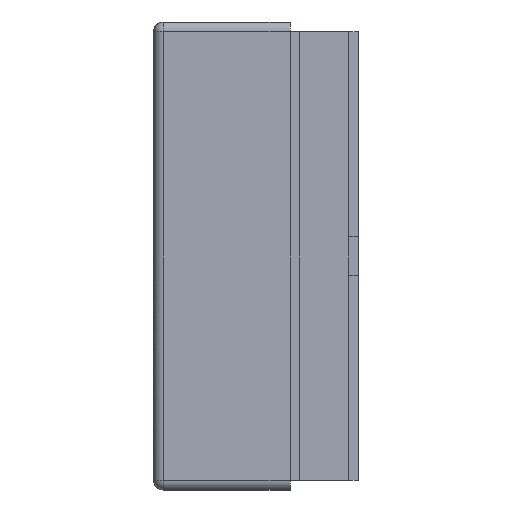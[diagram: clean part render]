
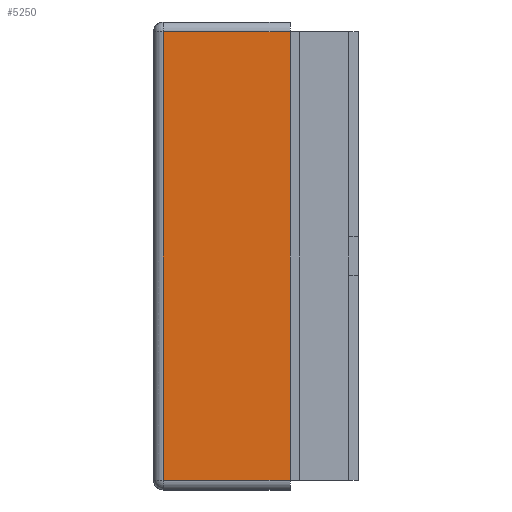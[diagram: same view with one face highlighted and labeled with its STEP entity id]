
A CAD part, left-side view. The second image highlights one B-rep face of the part: STEP entity #5250.
In plain terms, the highlighted planar face has unit normal (-1, 0, 0).
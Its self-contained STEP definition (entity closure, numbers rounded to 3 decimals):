
#225 = DIRECTION ( 'NONE',  ( 0., 1., 0. ) ) ;
#598 = DIRECTION ( 'NONE',  ( 1., 0., 0. ) ) ;
#630 = EDGE_CURVE ( 'NONE', #4667, #4343, #2663, .T. ) ;
#658 = EDGE_CURVE ( 'NONE', #4088, #5878, #5698, .T. ) ;
#807 = ORIENTED_EDGE ( 'NONE', *, *, #1625, .T. ) ;
#1013 = CARTESIAN_POINT ( 'NONE',  ( -2.2, 0., 1.2 ) ) ;
#1040 = VECTOR ( 'NONE', #4189, 1000. ) ;
#1262 = DIRECTION ( 'NONE',  ( 0., 0., -1. ) ) ;
#1345 = ORIENTED_EDGE ( 'NONE', *, *, #7110, .T. ) ;
#1398 = ORIENTED_EDGE ( 'NONE', *, *, #658, .T. ) ;
#1625 = EDGE_CURVE ( 'NONE', #5878, #4667, #6157, .T. ) ;
#1995 = CARTESIAN_POINT ( 'NONE',  ( -2.2, 0.7, -1.15 ) ) ;
#2004 = AXIS2_PLACEMENT_3D ( 'NONE', #4050, #598, #1262 ) ;
#2430 = CARTESIAN_POINT ( 'NONE',  ( -2.2, 0.65, -1.15 ) ) ;
#2663 = LINE ( 'NONE', #4140, #7244 ) ;
#3172 = EDGE_LOOP ( 'NONE', ( #1345, #1398, #807, #5388 ) ) ;
#3244 = CARTESIAN_POINT ( 'NONE',  ( -2.2, 0.65, 1.15 ) ) ;
#3675 = DIRECTION ( 'NONE',  ( 0., -1., 0. ) ) ;
#3833 = VECTOR ( 'NONE', #3675, 1000. ) ;
#4050 = CARTESIAN_POINT ( 'NONE',  ( -2.2, 0.7, 1.2 ) ) ;
#4088 = VERTEX_POINT ( 'NONE', #2430 ) ;
#4140 = CARTESIAN_POINT ( 'NONE',  ( -2.2, 0.7, 1.15 ) ) ;
#4157 = CARTESIAN_POINT ( 'NONE',  ( -2.2, 0.65, 1.2 ) ) ;
#4189 = DIRECTION ( 'NONE',  ( 0., 0., -1. ) ) ;
#4343 = VERTEX_POINT ( 'NONE', #3244 ) ;
#4409 = LINE ( 'NONE', #4157, #1040 ) ;
#4667 = VERTEX_POINT ( 'NONE', #5930 ) ;
#4955 = DIRECTION ( 'NONE',  ( 0., 0., 1. ) ) ;
#5250 = ADVANCED_FACE ( 'NONE', ( #5872 ), #5776, .F. ) ;
#5388 = ORIENTED_EDGE ( 'NONE', *, *, #630, .T. ) ;
#5698 = LINE ( 'NONE', #1995, #3833 ) ;
#5764 = CARTESIAN_POINT ( 'NONE',  ( -2.2, 0., -1.15 ) ) ;
#5776 = PLANE ( 'NONE',  #2004 ) ;
#5872 = FACE_OUTER_BOUND ( 'NONE', #3172, .T. ) ;
#5878 = VERTEX_POINT ( 'NONE', #5764 ) ;
#5930 = CARTESIAN_POINT ( 'NONE',  ( -2.2, 0., 1.15 ) ) ;
#6157 = LINE ( 'NONE', #1013, #6888 ) ;
#6888 = VECTOR ( 'NONE', #4955, 1000. ) ;
#7110 = EDGE_CURVE ( 'NONE', #4343, #4088, #4409, .T. ) ;
#7244 = VECTOR ( 'NONE', #225, 1000. ) ;
